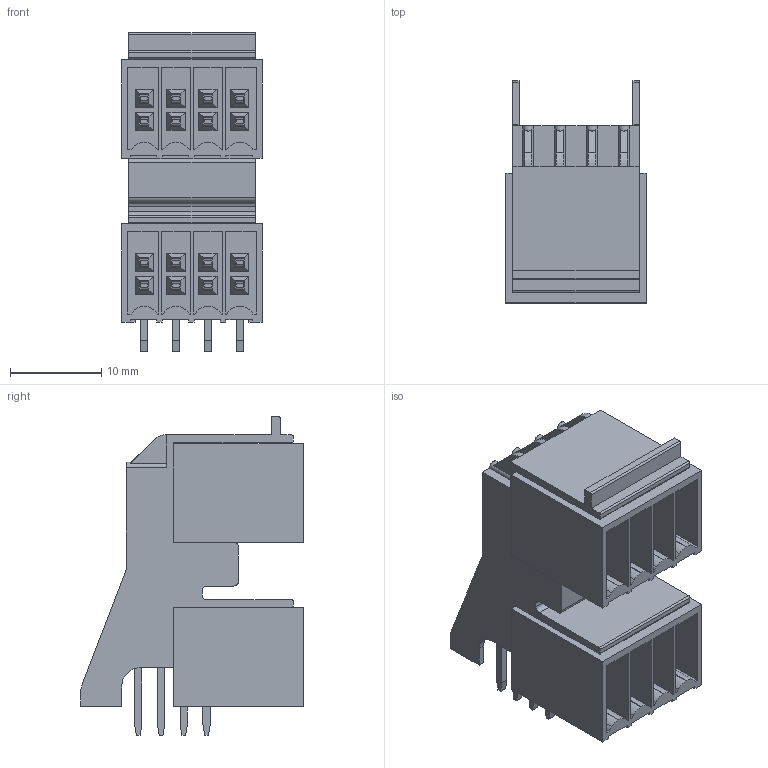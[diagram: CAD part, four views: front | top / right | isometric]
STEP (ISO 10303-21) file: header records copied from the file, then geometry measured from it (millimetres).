
FILE_DESCRIPTION(('CATIA V5 STEP Exchange','CAx-IF Rec.Pracs.--- Model Styling and Organization---1.2---2011-12-15'),'2;1');
FILE_NAME ('D1451377_0_1357820000_1357820000.stp','2018-09-18T11:40:24+00:00',('none'),('Weidmueller'),'CATIA Version 5-6 Release 2014','CATIA V5 STEP AP214','none');
FILE_SCHEMA(('AUTOMOTIVE_DESIGN { 1 0 10303 214 1 1 1 1 }'));
Length unit declared in the file: millimetre
Products named in the file (1): 1357820000
Bounding box: 15.4 x 24.4 x 35 mm (x, y, z)
Volume: 5542.6 mm3; surface area: 7783.6 mm2
Topology: 17 solids, 17 shells, 583 faces, 1557 edges, 1028 vertices
Faces by surface type: plane 537, cylinder 46
Entity records: 16895 total; most frequent: ORIENTED_EDGE 3114, CARTESIAN_POINT 3100, DIRECTION 2301, EDGE_CURVE 1557, VECTOR 1383, LINE 1383, VERTEX_POINT 1028, EDGE_LOOP 635
